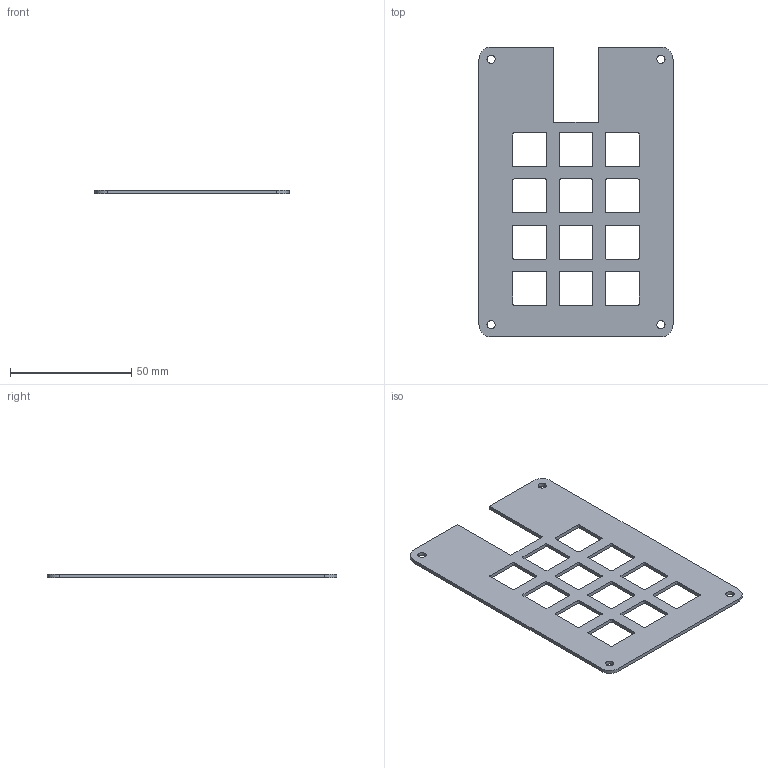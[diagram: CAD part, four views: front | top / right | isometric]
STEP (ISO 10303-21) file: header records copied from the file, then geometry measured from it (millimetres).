
FILE_DESCRIPTION(/* description */ (''),/* implementation_level */ '2;1');
FILE_NAME(/* name */ 'top case.step',/* time_stamp */ '2025-06-24T16:04:15-07:00',/* author */ (''),/* organization */ (''),/* preprocessor_version */ 'ST-DEVELOPER v20.1',/* originating_system */ 'Autodesk Translation Framework v14.10.0.0',/* authorisation */ '');
FILE_SCHEMA (('AUTOMOTIVE_DESIGN { 1 0 10303 214 3 1 1 }'));
Length unit declared in the file: millimetre
Products named in the file (1): 2025-06-24-16-04-15-593
Bounding box: 80 x 119.5 x 1.5 mm (x, y, z)
Volume: 9865.6 mm3; surface area: 14914.2 mm2
Topology: 1 solids, 1 shells, 297 faces, 852 edges, 568 vertices
Faces by surface type: plane 138, bspline 103, cylinder 56
Full cylindrical faces by diameter (mm): 3.4 x4
Entity records: 10745 total; most frequent: CARTESIAN_POINT 3469, ORIENTED_EDGE 1704, DIRECTION 1148, EDGE_CURVE 852, VERTEX_POINT 568, LINE 534, VECTOR 534, EDGE_LOOP 340
